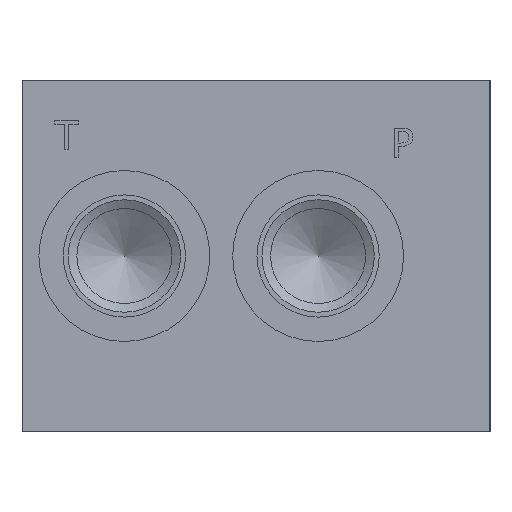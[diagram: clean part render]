
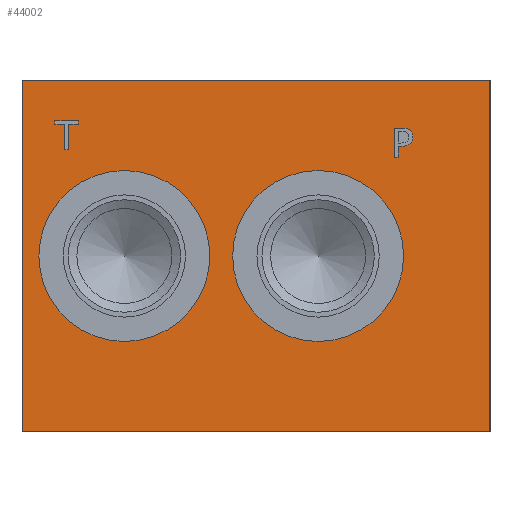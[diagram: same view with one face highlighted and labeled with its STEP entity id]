
A CAD part, left-side view. The second image highlights one B-rep face of the part: STEP entity #44002.
In plain terms, the highlighted planar face has unit normal (-1, 0, 0).
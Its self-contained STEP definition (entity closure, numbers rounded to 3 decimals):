
#612=CIRCLE('',#46189,18.555);
#613=CIRCLE('',#46190,18.555);
#614=CIRCLE('',#46191,18.555);
#615=CIRCLE('',#46192,18.555);
#1902=FACE_BOUND('',#7660,.T.);
#1903=FACE_BOUND('',#7661,.T.);
#1904=FACE_BOUND('',#7662,.T.);
#1905=FACE_BOUND('',#7663,.T.);
#2952=B_SPLINE_CURVE_WITH_KNOTS('',2,(#67237,#67238,#67239,#67240),
 .UNSPECIFIED.,.F.,.F.,(3,1,3),(0.,1.,2.),.UNSPECIFIED.);
#2954=B_SPLINE_CURVE_WITH_KNOTS('',2,(#67258,#67259,#67260,#67261),
 .UNSPECIFIED.,.F.,.F.,(3,1,3),(0.,1.,2.),.UNSPECIFIED.);
#2956=B_SPLINE_CURVE_WITH_KNOTS('',2,(#67307,#67308,#67309,#67310),
 .UNSPECIFIED.,.F.,.F.,(3,1,3),(0.,1.,2.),.UNSPECIFIED.);
#2958=B_SPLINE_CURVE_WITH_KNOTS('',2,(#67325,#67326,#67327,#67328),
 .UNSPECIFIED.,.F.,.F.,(3,1,3),(0.,1.,2.),.UNSPECIFIED.);
#5148=FACE_OUTER_BOUND('',#7659,.T.);
#7659=EDGE_LOOP('',(#32447,#32448,#32449,#32450));
#7660=EDGE_LOOP('',(#32451,#32452));
#7661=EDGE_LOOP('',(#32453,#32454));
#7662=EDGE_LOOP('',(#32455,#32456,#32457,#32458,#32459,#32460,#32461,#32462));
#7663=EDGE_LOOP('',(#32463,#32464,#32465,#32466,#32467,#32468,#32469,#32470,
#32471));
#9841=LINE('',#60245,#13548);
#10397=LINE('',#62785,#14104);
#11244=LINE('',#67270,#14951);
#11247=LINE('',#67276,#14954);
#11250=LINE('',#67282,#14957);
#11253=LINE('',#67288,#14960);
#11256=LINE('',#67294,#14963);
#11260=LINE('',#67336,#14967);
#11261=LINE('',#67337,#14968);
#11262=LINE('',#67348,#14969);
#11263=LINE('',#67350,#14970);
#11264=LINE('',#67352,#14971);
#11265=LINE('',#67354,#14972);
#11266=LINE('',#67356,#14973);
#11267=LINE('',#67358,#14974);
#11268=LINE('',#67360,#14975);
#11269=LINE('',#67361,#14976);
#13548=VECTOR('',#48946,10.);
#14104=VECTOR('',#49868,10.);
#14951=VECTOR('',#51401,10.);
#14954=VECTOR('',#51406,10.);
#14957=VECTOR('',#51411,10.);
#14960=VECTOR('',#51416,10.);
#14963=VECTOR('',#51421,10.);
#14967=VECTOR('',#51429,10.);
#14968=VECTOR('',#51430,10.);
#14969=VECTOR('',#51439,10.);
#14970=VECTOR('',#51440,10.);
#14971=VECTOR('',#51441,10.);
#14972=VECTOR('',#51442,10.);
#14973=VECTOR('',#51443,10.);
#14974=VECTOR('',#51444,10.);
#14975=VECTOR('',#51445,10.);
#14976=VECTOR('',#51446,10.);
#17275=VERTEX_POINT('',#60238);
#17278=VERTEX_POINT('',#60243);
#17951=VERTEX_POINT('',#62784);
#18776=VERTEX_POINT('',#67235);
#18777=VERTEX_POINT('',#67236);
#18780=VERTEX_POINT('',#67257);
#18782=VERTEX_POINT('',#67269);
#18784=VERTEX_POINT('',#67275);
#18786=VERTEX_POINT('',#67281);
#18788=VERTEX_POINT('',#67287);
#18790=VERTEX_POINT('',#67293);
#18792=VERTEX_POINT('',#67306);
#18794=VERTEX_POINT('',#67335);
#18795=VERTEX_POINT('',#67338);
#18796=VERTEX_POINT('',#67339);
#18797=VERTEX_POINT('',#67342);
#18798=VERTEX_POINT('',#67343);
#18799=VERTEX_POINT('',#67346);
#18800=VERTEX_POINT('',#67347);
#18801=VERTEX_POINT('',#67349);
#18802=VERTEX_POINT('',#67351);
#18803=VERTEX_POINT('',#67353);
#18804=VERTEX_POINT('',#67355);
#18805=VERTEX_POINT('',#67357);
#18806=VERTEX_POINT('',#67359);
#21897=EDGE_CURVE('',#17275,#17278,#9841,.T.);
#22725=EDGE_CURVE('',#17951,#17275,#10397,.T.);
#23933=EDGE_CURVE('',#18776,#18777,#2952,.T.);
#23937=EDGE_CURVE('',#18780,#18776,#2954,.T.);
#23940=EDGE_CURVE('',#18782,#18780,#11244,.T.);
#23943=EDGE_CURVE('',#18784,#18782,#11247,.T.);
#23946=EDGE_CURVE('',#18786,#18784,#11250,.T.);
#23949=EDGE_CURVE('',#18788,#18786,#11253,.T.);
#23952=EDGE_CURVE('',#18790,#18788,#11256,.T.);
#23955=EDGE_CURVE('',#18792,#18790,#2956,.T.);
#23958=EDGE_CURVE('',#18777,#18792,#2958,.T.);
#23960=EDGE_CURVE('',#18794,#17278,#11260,.T.);
#23961=EDGE_CURVE('',#17951,#18794,#11261,.T.);
#23962=EDGE_CURVE('',#18795,#18796,#612,.T.);
#23963=EDGE_CURVE('',#18796,#18795,#613,.T.);
#23964=EDGE_CURVE('',#18797,#18798,#614,.T.);
#23965=EDGE_CURVE('',#18798,#18797,#615,.T.);
#23966=EDGE_CURVE('',#18799,#18800,#11262,.T.);
#23967=EDGE_CURVE('',#18800,#18801,#11263,.T.);
#23968=EDGE_CURVE('',#18801,#18802,#11264,.T.);
#23969=EDGE_CURVE('',#18802,#18803,#11265,.T.);
#23970=EDGE_CURVE('',#18803,#18804,#11266,.T.);
#23971=EDGE_CURVE('',#18804,#18805,#11267,.T.);
#23972=EDGE_CURVE('',#18805,#18806,#11268,.T.);
#23973=EDGE_CURVE('',#18806,#18799,#11269,.T.);
#32447=ORIENTED_EDGE('',*,*,#22725,.T.);
#32448=ORIENTED_EDGE('',*,*,#21897,.T.);
#32449=ORIENTED_EDGE('',*,*,#23960,.F.);
#32450=ORIENTED_EDGE('',*,*,#23961,.F.);
#32451=ORIENTED_EDGE('',*,*,#23962,.T.);
#32452=ORIENTED_EDGE('',*,*,#23963,.T.);
#32453=ORIENTED_EDGE('',*,*,#23964,.T.);
#32454=ORIENTED_EDGE('',*,*,#23965,.T.);
#32455=ORIENTED_EDGE('',*,*,#23966,.T.);
#32456=ORIENTED_EDGE('',*,*,#23967,.T.);
#32457=ORIENTED_EDGE('',*,*,#23968,.T.);
#32458=ORIENTED_EDGE('',*,*,#23969,.T.);
#32459=ORIENTED_EDGE('',*,*,#23970,.T.);
#32460=ORIENTED_EDGE('',*,*,#23971,.T.);
#32461=ORIENTED_EDGE('',*,*,#23972,.T.);
#32462=ORIENTED_EDGE('',*,*,#23973,.T.);
#32463=ORIENTED_EDGE('',*,*,#23933,.T.);
#32464=ORIENTED_EDGE('',*,*,#23958,.T.);
#32465=ORIENTED_EDGE('',*,*,#23955,.T.);
#32466=ORIENTED_EDGE('',*,*,#23952,.T.);
#32467=ORIENTED_EDGE('',*,*,#23949,.T.);
#32468=ORIENTED_EDGE('',*,*,#23946,.T.);
#32469=ORIENTED_EDGE('',*,*,#23943,.T.);
#32470=ORIENTED_EDGE('',*,*,#23940,.T.);
#32471=ORIENTED_EDGE('',*,*,#23937,.T.);
#40976=PLANE('',#46188);
#44002=ADVANCED_FACE('',(#5148,#1902,#1903,#1904,#1905),#40976,.T.);
#46188=AXIS2_PLACEMENT_3D('',#67334,#51427,#51428);
#46189=AXIS2_PLACEMENT_3D('',#67340,#51431,#51432);
#46190=AXIS2_PLACEMENT_3D('',#67341,#51433,#51434);
#46191=AXIS2_PLACEMENT_3D('',#67344,#51435,#51436);
#46192=AXIS2_PLACEMENT_3D('',#67345,#51437,#51438);
#48946=DIRECTION('',(0.,0.,1.));
#49868=DIRECTION('',(0.,-1.,0.));
#51401=DIRECTION('',(0.,-1.,0.));
#51406=DIRECTION('',(0.,0.,1.));
#51411=DIRECTION('',(0.,1.,0.));
#51416=DIRECTION('',(0.,0.,-1.));
#51421=DIRECTION('',(0.,1.,0.));
#51427=DIRECTION('center_axis',(-1.,0.,0.));
#51428=DIRECTION('ref_axis',(0.,-1.,0.));
#51429=DIRECTION('',(0.,-1.,0.));
#51430=DIRECTION('',(0.,0.,1.));
#51431=DIRECTION('center_axis',(1.,0.,0.));
#51432=DIRECTION('ref_axis',(0.,0.,1.));
#51433=DIRECTION('center_axis',(1.,0.,0.));
#51434=DIRECTION('ref_axis',(0.,0.,1.));
#51435=DIRECTION('center_axis',(1.,0.,0.));
#51436=DIRECTION('ref_axis',(0.,0.,1.));
#51437=DIRECTION('center_axis',(1.,0.,0.));
#51438=DIRECTION('ref_axis',(0.,0.,1.));
#51439=DIRECTION('',(0.,1.,0.));
#51440=DIRECTION('',(0.,0.,1.));
#51441=DIRECTION('',(0.,1.,0.));
#51442=DIRECTION('',(0.,0.,1.));
#51443=DIRECTION('',(0.,-1.,0.));
#51444=DIRECTION('',(0.,0.,-1.));
#51445=DIRECTION('',(0.,1.,0.));
#51446=DIRECTION('',(0.,0.,-1.));
#60238=CARTESIAN_POINT('',(0.,0.,0.));
#60243=CARTESIAN_POINT('',(0.,0.,76.2));
#60245=CARTESIAN_POINT('',(0.,0.,0.));
#62784=CARTESIAN_POINT('',(0.,101.6,0.));
#62785=CARTESIAN_POINT('',(0.,101.6,0.));
#67235=CARTESIAN_POINT('',(0.,17.531,65.485));
#67236=CARTESIAN_POINT('',(0.,16.774,63.967));
#67237=CARTESIAN_POINT('Ctrl Pts',(0.,17.531,65.485));
#67238=CARTESIAN_POINT('Ctrl Pts',(0.,17.176,65.243));
#67239=CARTESIAN_POINT('Ctrl Pts',(0.,16.774,64.497));
#67240=CARTESIAN_POINT('Ctrl Pts',(0.,16.774,63.967));
#67257=CARTESIAN_POINT('',(0.,19.193,65.881));
#67258=CARTESIAN_POINT('Ctrl Pts',(0.,19.193,65.881));
#67259=CARTESIAN_POINT('Ctrl Pts',(0.,18.627,65.881));
#67260=CARTESIAN_POINT('Ctrl Pts',(0.,17.834,65.696));
#67261=CARTESIAN_POINT('Ctrl Pts',(0.,17.531,65.485));
#67269=CARTESIAN_POINT('',(0.,20.788,65.881));
#67270=CARTESIAN_POINT('',(0.,61.194,65.881));
#67275=CARTESIAN_POINT('',(0.,20.788,59.531));
#67276=CARTESIAN_POINT('',(0.,20.788,29.766));
#67281=CARTESIAN_POINT('',(0.,19.944,59.531));
#67282=CARTESIAN_POINT('',(0.,60.772,59.531));
#67287=CARTESIAN_POINT('',(0.,19.944,61.898));
#67288=CARTESIAN_POINT('',(0.,19.944,30.949));
#67293=CARTESIAN_POINT('',(0.,19.229,61.898));
#67294=CARTESIAN_POINT('',(0.,60.414,61.898));
#67306=CARTESIAN_POINT('',(0.,17.33,62.557));
#67307=CARTESIAN_POINT('Ctrl Pts',(0.,17.33,62.557));
#67308=CARTESIAN_POINT('Ctrl Pts',(0.,17.659,62.233));
#67309=CARTESIAN_POINT('Ctrl Pts',(0.,18.55,61.898));
#67310=CARTESIAN_POINT('Ctrl Pts',(0.,19.229,61.898));
#67325=CARTESIAN_POINT('Ctrl Pts',(0.,16.774,63.967));
#67326=CARTESIAN_POINT('Ctrl Pts',(0.,16.774,63.555));
#67327=CARTESIAN_POINT('Ctrl Pts',(0.,17.068,62.814));
#67328=CARTESIAN_POINT('Ctrl Pts',(0.,17.33,62.557));
#67334=CARTESIAN_POINT('Origin',(0.,101.6,0.));
#67335=CARTESIAN_POINT('',(0.,101.6,76.2));
#67336=CARTESIAN_POINT('',(0.,101.6,76.2));
#67337=CARTESIAN_POINT('',(0.,101.6,0.));
#67338=CARTESIAN_POINT('',(0.,79.375,56.655));
#67339=CARTESIAN_POINT('',(0.,79.375,19.545));
#67340=CARTESIAN_POINT('Origin',(0.,79.375,38.1));
#67341=CARTESIAN_POINT('Origin',(0.,79.375,38.1));
#67342=CARTESIAN_POINT('',(0.,37.313,56.655));
#67343=CARTESIAN_POINT('',(0.,37.313,19.545));
#67344=CARTESIAN_POINT('Origin',(0.,37.313,38.1));
#67345=CARTESIAN_POINT('Origin',(0.,37.313,38.1));
#67346=CARTESIAN_POINT('',(0.,91.487,61.119));
#67347=CARTESIAN_POINT('',(0.,92.331,61.119));
#67348=CARTESIAN_POINT('',(0.,96.544,61.119));
#67349=CARTESIAN_POINT('',(0.,92.331,66.717));
#67350=CARTESIAN_POINT('',(0.,92.331,30.559));
#67351=CARTESIAN_POINT('',(0.,94.461,66.717));
#67352=CARTESIAN_POINT('',(0.,96.966,66.717));
#67353=CARTESIAN_POINT('',(0.,94.461,67.469));
#67354=CARTESIAN_POINT('',(0.,94.461,33.359));
#67355=CARTESIAN_POINT('',(0.,89.357,67.469));
#67356=CARTESIAN_POINT('',(0.,98.031,67.469));
#67357=CARTESIAN_POINT('',(0.,89.357,66.717));
#67358=CARTESIAN_POINT('',(0.,89.357,33.734));
#67359=CARTESIAN_POINT('',(0.,91.487,66.717));
#67360=CARTESIAN_POINT('',(0.,95.478,66.717));
#67361=CARTESIAN_POINT('',(0.,91.487,33.359));
